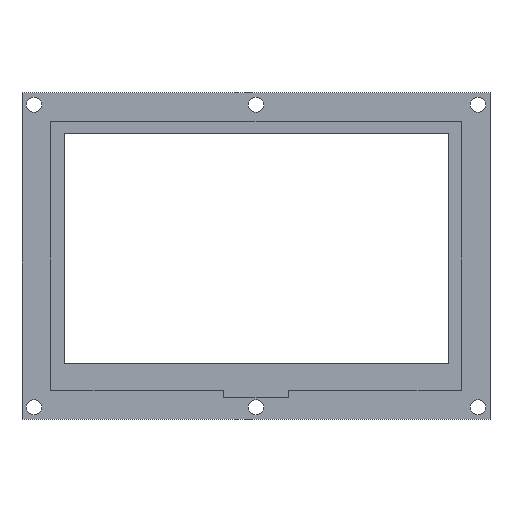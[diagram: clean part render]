
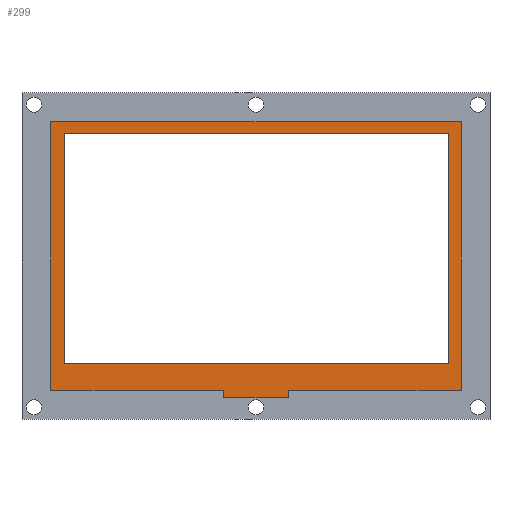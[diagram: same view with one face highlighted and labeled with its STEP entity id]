
A CAD part, top view. The second image highlights one B-rep face of the part: STEP entity #299.
In plain terms, the highlighted planar face has unit normal (0, 0, 1).
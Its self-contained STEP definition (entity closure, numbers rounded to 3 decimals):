
#36 = CARTESIAN_POINT ( 'NONE',  ( 13.5, -59., 0. ) ) ;
#69 = DIRECTION ( 'NONE',  ( 1., 0., 0. ) ) ;
#78 = VERTEX_POINT ( 'NONE', #229 ) ;
#80 = VECTOR ( 'NONE', #244, 1000. ) ;
#82 = VERTEX_POINT ( 'NONE', #626 ) ;
#89 = ORIENTED_EDGE ( 'NONE', *, *, #121, .T. ) ;
#93 = CARTESIAN_POINT ( 'NONE',  ( 0., -59., 0. ) ) ;
#109 = VERTEX_POINT ( 'NONE', #463 ) ;
#119 = VERTEX_POINT ( 'NONE', #698 ) ;
#121 = EDGE_CURVE ( 'NONE', #245, #321, #933, .T. ) ;
#134 = CARTESIAN_POINT ( 'NONE',  ( -80., 0., 0. ) ) ;
#152 = DIRECTION ( 'NONE',  ( -1., 0., 0. ) ) ;
#154 = ORIENTED_EDGE ( 'NONE', *, *, #603, .T. ) ;
#173 = VECTOR ( 'NONE', #765, 1000. ) ;
#182 = EDGE_LOOP ( 'NONE', ( #247, #256, #154, #183, #647, #420, #487, #984 ) ) ;
#183 = ORIENTED_EDGE ( 'NONE', *, *, #767, .T. ) ;
#186 = VECTOR ( 'NONE', #697, 1000. ) ;
#204 = CARTESIAN_POINT ( 'NONE',  ( -13.5, -59., 0. ) ) ;
#226 = EDGE_CURVE ( 'NONE', #261, #109, #322, .T. ) ;
#229 = CARTESIAN_POINT ( 'NONE',  ( 80., 51., 0. ) ) ;
#244 = DIRECTION ( 'NONE',  ( 0., 1., 0. ) ) ;
#245 = VERTEX_POINT ( 'NONE', #477 ) ;
#247 = ORIENTED_EDGE ( 'NONE', *, *, #492, .F. ) ;
#252 = DIRECTION ( 'NONE',  ( 0., -1., 0. ) ) ;
#256 = ORIENTED_EDGE ( 'NONE', *, *, #226, .F. ) ;
#261 = VERTEX_POINT ( 'NONE', #637 ) ;
#276 = CARTESIAN_POINT ( 'NONE',  ( 13.5, 0., 0. ) ) ;
#299 = ADVANCED_FACE ( 'NONE', ( #791, #411 ), #483, .T. ) ;
#303 = CARTESIAN_POINT ( 'NONE',  ( 0., -56., 0. ) ) ;
#306 = EDGE_CURVE ( 'NONE', #82, #119, #1028, .T. ) ;
#312 = CARTESIAN_POINT ( 'NONE',  ( 0., 56., 0. ) ) ;
#317 = CARTESIAN_POINT ( 'NONE',  ( -85.5, 0., 0. ) ) ;
#319 = CARTESIAN_POINT ( 'NONE',  ( 80., 0., 0. ) ) ;
#321 = VERTEX_POINT ( 'NONE', #954 ) ;
#322 = LINE ( 'NONE', #723, #403 ) ;
#373 = LINE ( 'NONE', #853, #186 ) ;
#403 = VECTOR ( 'NONE', #808, 1000. ) ;
#411 = FACE_OUTER_BOUND ( 'NONE', #182, .T. ) ;
#420 = ORIENTED_EDGE ( 'NONE', *, *, #650, .F. ) ;
#424 = VECTOR ( 'NONE', #152, 1000. ) ;
#434 = LINE ( 'NONE', #507, #787 ) ;
#445 = LINE ( 'NONE', #134, #173 ) ;
#448 = EDGE_CURVE ( 'NONE', #78, #657, #434, .T. ) ;
#463 = CARTESIAN_POINT ( 'NONE',  ( 13.5, -56., 0. ) ) ;
#469 = DIRECTION ( 'NONE',  ( -1., 0., 0. ) ) ;
#477 = CARTESIAN_POINT ( 'NONE',  ( 80., -45., 0. ) ) ;
#480 = LINE ( 'NONE', #312, #424 ) ;
#483 = PLANE ( 'NONE',  #905 ) ;
#485 = LINE ( 'NONE', #319, #908 ) ;
#487 = ORIENTED_EDGE ( 'NONE', *, *, #842, .T. ) ;
#492 = EDGE_CURVE ( 'NONE', #109, #903, #587, .T. ) ;
#507 = CARTESIAN_POINT ( 'NONE',  ( 0., 51., 0. ) ) ;
#515 = EDGE_CURVE ( 'NONE', #584, #903, #836, .T. ) ;
#545 = DIRECTION ( 'NONE',  ( -1., 0., 0. ) ) ;
#553 = CARTESIAN_POINT ( 'NONE',  ( 0., 0., 0. ) ) ;
#556 = EDGE_CURVE ( 'NONE', #321, #657, #445, .T. ) ;
#581 = VECTOR ( 'NONE', #593, 1000. ) ;
#582 = DIRECTION ( 'NONE',  ( -1., 0., 0. ) ) ;
#584 = VERTEX_POINT ( 'NONE', #204 ) ;
#587 = LINE ( 'NONE', #276, #581 ) ;
#593 = DIRECTION ( 'NONE',  ( 0., -1., 0. ) ) ;
#603 = EDGE_CURVE ( 'NONE', #261, #1037, #373, .T. ) ;
#626 = CARTESIAN_POINT ( 'NONE',  ( -85.5, -56., 0. ) ) ;
#637 = CARTESIAN_POINT ( 'NONE',  ( 85.5, -56., 0. ) ) ;
#647 = ORIENTED_EDGE ( 'NONE', *, *, #306, .F. ) ;
#648 = LINE ( 'NONE', #969, #688 ) ;
#650 = EDGE_CURVE ( 'NONE', #728, #82, #703, .T. ) ;
#654 = EDGE_LOOP ( 'NONE', ( #89, #794, #675, #733 ) ) ;
#655 = VECTOR ( 'NONE', #469, 1000. ) ;
#657 = VERTEX_POINT ( 'NONE', #946 ) ;
#675 = ORIENTED_EDGE ( 'NONE', *, *, #448, .F. ) ;
#688 = VECTOR ( 'NONE', #252, 1000. ) ;
#694 = VECTOR ( 'NONE', #545, 1000. ) ;
#697 = DIRECTION ( 'NONE',  ( 0., 1., 0. ) ) ;
#698 = CARTESIAN_POINT ( 'NONE',  ( -85.5, 56., 0. ) ) ;
#703 = LINE ( 'NONE', #303, #694 ) ;
#723 = CARTESIAN_POINT ( 'NONE',  ( 0., -56., 0. ) ) ;
#728 = VERTEX_POINT ( 'NONE', #943 ) ;
#733 = ORIENTED_EDGE ( 'NONE', *, *, #806, .F. ) ;
#735 = DIRECTION ( 'NONE',  ( 1., 0., 0. ) ) ;
#763 = VECTOR ( 'NONE', #735, 1000. ) ;
#765 = DIRECTION ( 'NONE',  ( 0., 1., 0. ) ) ;
#767 = EDGE_CURVE ( 'NONE', #1037, #119, #480, .T. ) ;
#787 = VECTOR ( 'NONE', #582, 1000. ) ;
#791 = FACE_BOUND ( 'NONE', #654, .T. ) ;
#794 = ORIENTED_EDGE ( 'NONE', *, *, #556, .T. ) ;
#803 = DIRECTION ( 'NONE',  ( 0., 0., 1. ) ) ;
#806 = EDGE_CURVE ( 'NONE', #245, #78, #485, .T. ) ;
#808 = DIRECTION ( 'NONE',  ( -1., 0., 0. ) ) ;
#836 = LINE ( 'NONE', #93, #763 ) ;
#842 = EDGE_CURVE ( 'NONE', #728, #584, #648, .T. ) ;
#853 = CARTESIAN_POINT ( 'NONE',  ( 85.5, 0., 0. ) ) ;
#903 = VERTEX_POINT ( 'NONE', #36 ) ;
#905 = AXIS2_PLACEMENT_3D ( 'NONE', #553, #803, #69 ) ;
#908 = VECTOR ( 'NONE', #949, 1000. ) ;
#933 = LINE ( 'NONE', #947, #655 ) ;
#943 = CARTESIAN_POINT ( 'NONE',  ( -13.5, -56., 0. ) ) ;
#945 = CARTESIAN_POINT ( 'NONE',  ( 85.5, 56., 0. ) ) ;
#946 = CARTESIAN_POINT ( 'NONE',  ( -80., 51., 0. ) ) ;
#947 = CARTESIAN_POINT ( 'NONE',  ( 0., -45., 0. ) ) ;
#949 = DIRECTION ( 'NONE',  ( 0., 1., 0. ) ) ;
#954 = CARTESIAN_POINT ( 'NONE',  ( -80., -45., 0. ) ) ;
#969 = CARTESIAN_POINT ( 'NONE',  ( -13.5, 0., 0. ) ) ;
#984 = ORIENTED_EDGE ( 'NONE', *, *, #515, .T. ) ;
#1028 = LINE ( 'NONE', #317, #80 ) ;
#1037 = VERTEX_POINT ( 'NONE', #945 ) ;
